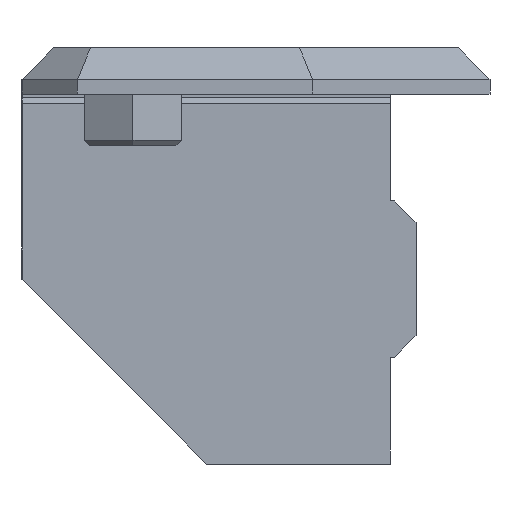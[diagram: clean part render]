
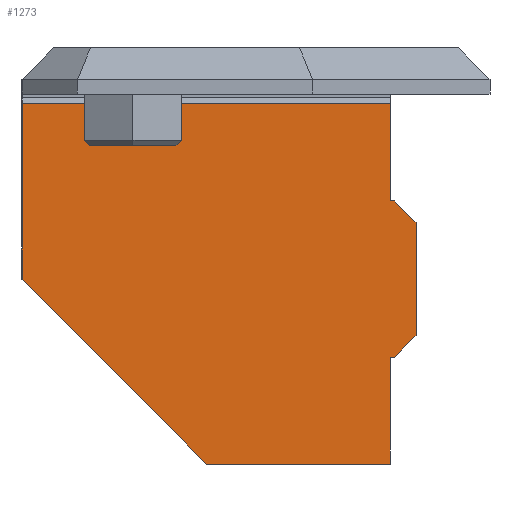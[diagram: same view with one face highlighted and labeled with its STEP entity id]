
A CAD part, front view. The second image highlights one B-rep face of the part: STEP entity #1273.
In plain terms, the highlighted planar face has unit normal (0, -1, 0).
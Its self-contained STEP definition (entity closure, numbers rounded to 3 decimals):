
#90=FACE_OUTER_BOUND('',#168,.T.);
#168=EDGE_LOOP('',(#1055,#1056,#1057,#1058,#1059,#1060,#1061,#1062,#1063,
#1064,#1065));
#228=LINE('',#1821,#392);
#232=LINE('',#1828,#396);
#248=LINE('',#1861,#412);
#326=LINE('',#2017,#490);
#327=LINE('',#2020,#491);
#329=LINE('',#2024,#493);
#330=LINE('',#2026,#494);
#331=LINE('',#2028,#495);
#332=LINE('',#2030,#496);
#333=LINE('',#2032,#497);
#334=LINE('',#2033,#498);
#392=VECTOR('',#1482,10.);
#396=VECTOR('',#1488,10.);
#412=VECTOR('',#1512,10.);
#490=VECTOR('',#1648,10.);
#491=VECTOR('',#1651,10.);
#493=VECTOR('',#1655,10.);
#494=VECTOR('',#1656,10.);
#495=VECTOR('',#1657,10.);
#496=VECTOR('',#1658,10.);
#497=VECTOR('',#1659,10.);
#498=VECTOR('',#1660,10.);
#547=VERTEX_POINT('',#1818);
#548=VERTEX_POINT('',#1820);
#550=VERTEX_POINT('',#1826);
#563=VERTEX_POINT('',#1860);
#612=VERTEX_POINT('',#2015);
#613=VERTEX_POINT('',#2019);
#614=VERTEX_POINT('',#2023);
#615=VERTEX_POINT('',#2025);
#616=VERTEX_POINT('',#2027);
#617=VERTEX_POINT('',#2029);
#618=VERTEX_POINT('',#2031);
#670=EDGE_CURVE('',#547,#548,#228,.T.);
#674=EDGE_CURVE('',#550,#547,#232,.T.);
#690=EDGE_CURVE('',#563,#548,#248,.T.);
#770=EDGE_CURVE('',#612,#563,#326,.T.);
#771=EDGE_CURVE('',#612,#613,#327,.T.);
#773=EDGE_CURVE('',#614,#550,#329,.T.);
#774=EDGE_CURVE('',#615,#614,#330,.T.);
#775=EDGE_CURVE('',#616,#615,#331,.T.);
#776=EDGE_CURVE('',#617,#616,#332,.T.);
#777=EDGE_CURVE('',#618,#617,#333,.T.);
#778=EDGE_CURVE('',#613,#618,#334,.T.);
#1055=ORIENTED_EDGE('',*,*,#670,.F.);
#1056=ORIENTED_EDGE('',*,*,#674,.F.);
#1057=ORIENTED_EDGE('',*,*,#773,.F.);
#1058=ORIENTED_EDGE('',*,*,#774,.F.);
#1059=ORIENTED_EDGE('',*,*,#775,.F.);
#1060=ORIENTED_EDGE('',*,*,#776,.F.);
#1061=ORIENTED_EDGE('',*,*,#777,.F.);
#1062=ORIENTED_EDGE('',*,*,#778,.F.);
#1063=ORIENTED_EDGE('',*,*,#771,.F.);
#1064=ORIENTED_EDGE('',*,*,#770,.T.);
#1065=ORIENTED_EDGE('',*,*,#690,.T.);
#1202=PLANE('',#1370);
#1273=ADVANCED_FACE('',(#90),#1202,.T.);
#1370=AXIS2_PLACEMENT_3D('',#2022,#1653,#1654);
#1482=DIRECTION('',(-0.707,0.,0.707));
#1488=DIRECTION('',(-1.,0.,0.));
#1512=DIRECTION('',(0.,0.,-1.));
#1648=DIRECTION('',(-1.,0.,0.));
#1651=DIRECTION('',(0.,0.,-1.));
#1653=DIRECTION('center_axis',(0.,-1.,0.));
#1654=DIRECTION('ref_axis',(-1.,0.,0.));
#1655=DIRECTION('',(0.,0.,-1.));
#1656=DIRECTION('',(-1.,0.,0.));
#1657=DIRECTION('',(-0.707,0.,-0.707));
#1658=DIRECTION('',(0.,0.,-1.));
#1659=DIRECTION('',(0.707,0.,-0.707));
#1660=DIRECTION('',(1.,0.,0.));
#1818=CARTESIAN_POINT('',(10.,14.55,-20.));
#1820=CARTESIAN_POINT('',(0.,14.55,-10.));
#1821=CARTESIAN_POINT('',(4.975,14.55,-14.975));
#1826=CARTESIAN_POINT('',(19.9,14.55,-20.));
#1828=CARTESIAN_POINT('',(0.,14.55,-20.));
#1860=CARTESIAN_POINT('',(0.,14.55,-0.5));
#1861=CARTESIAN_POINT('',(0.,14.55,0.));
#2015=CARTESIAN_POINT('',(19.9,14.55,-0.5));
#2017=CARTESIAN_POINT('',(9.95,14.55,-0.5));
#2019=CARTESIAN_POINT('',(19.9,14.55,-5.775));
#2020=CARTESIAN_POINT('',(19.9,14.55,0.));
#2022=CARTESIAN_POINT('Origin',(19.9,14.55,0.));
#2023=CARTESIAN_POINT('',(19.9,14.55,-14.225));
#2024=CARTESIAN_POINT('',(19.9,14.55,0.));
#2025=CARTESIAN_POINT('',(20.125,14.55,-14.225));
#2026=CARTESIAN_POINT('',(20.25,14.55,-14.225));
#2027=CARTESIAN_POINT('',(21.3,14.55,-13.05));
#2028=CARTESIAN_POINT('',(21.3,14.55,-13.05));
#2029=CARTESIAN_POINT('',(21.3,14.55,-6.95));
#2030=CARTESIAN_POINT('',(21.3,14.55,-11.525));
#2031=CARTESIAN_POINT('',(20.125,14.55,-5.775));
#2032=CARTESIAN_POINT('',(21.888,14.55,-7.538));
#2033=CARTESIAN_POINT('',(20.363,14.55,-5.775));
